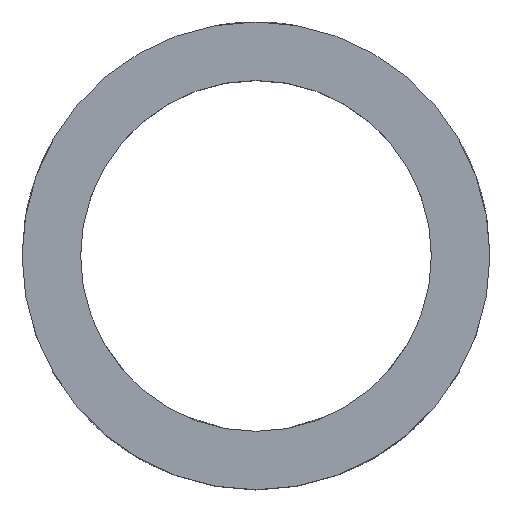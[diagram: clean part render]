
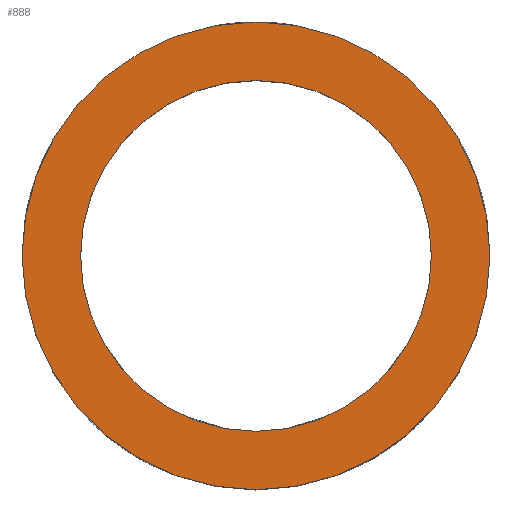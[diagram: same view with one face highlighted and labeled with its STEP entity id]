
A CAD part, top view. The second image highlights one B-rep face of the part: STEP entity #888.
In plain terms, the highlighted planar face has unit normal (0, 0, 1).
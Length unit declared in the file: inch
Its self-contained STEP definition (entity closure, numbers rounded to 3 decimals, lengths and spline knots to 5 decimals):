
#394=CARTESIAN_POINT('',(0.,0.,75.));
#395=DIRECTION('',(0.,0.,1.));
#396=DIRECTION('',(1.,0.,0.));
#397=AXIS2_PLACEMENT_3D('',#394,#395,#396);
#402=CARTESIAN_POINT('',(0.,0.,75.));
#403=DIRECTION('',(0.,0.,1.));
#404=DIRECTION('',(-1.,0.,0.));
#405=AXIS2_PLACEMENT_3D('',#402,#403,#404);
#410=CARTESIAN_POINT('',(0.,0.,75.));
#411=DIRECTION('',(0.,0.,-1.));
#412=DIRECTION('',(1.,0.,0.));
#413=AXIS2_PLACEMENT_3D('',#410,#411,#412);
#418=CARTESIAN_POINT('',(0.,0.,75.));
#419=DIRECTION('',(0.,0.,-1.));
#420=DIRECTION('',(-1.,0.,0.));
#421=AXIS2_PLACEMENT_3D('',#418,#419,#420);
#748=CARTESIAN_POINT('',(300.,0.,75.));
#749=CARTESIAN_POINT('',(-300.,0.,75.));
#750=VERTEX_POINT('',#748);
#751=VERTEX_POINT('',#749);
#752=CARTESIAN_POINT('',(225.,0.,75.));
#753=CARTESIAN_POINT('',(-225.,0.,75.));
#754=VERTEX_POINT('',#752);
#755=VERTEX_POINT('',#753);
#873=CARTESIAN_POINT('',(0.,0.,75.));
#874=DIRECTION('',(0.,0.,1.));
#875=DIRECTION('',(1.,0.,0.));
#876=AXIS2_PLACEMENT_3D('',#873,#874,#875);
#877=PLANE('',#876);
#878=ORIENTED_EDGE('',*,*,#809,.F.);
#879=ORIENTED_EDGE('',*,*,#848,.F.);
#880=EDGE_LOOP('',(#878,#879));
#881=FACE_OUTER_BOUND('',#880,.F.);
#883=ORIENTED_EDGE('',*,*,#882,.F.);
#885=ORIENTED_EDGE('',*,*,#884,.F.);
#886=EDGE_LOOP('',(#883,#885));
#887=FACE_BOUND('',#886,.F.);
#398=CIRCLE('',#397,300.);
#406=CIRCLE('',#405,300.);
#414=CIRCLE('',#413,225.);
#422=CIRCLE('',#421,225.);
#809=EDGE_CURVE('',#750,#751,#398,.T.);
#848=EDGE_CURVE('',#751,#750,#406,.T.);
#882=EDGE_CURVE('',#754,#755,#414,.T.);
#884=EDGE_CURVE('',#755,#754,#422,.T.);
#888=ADVANCED_FACE('',(#881,#887),#877,.T.);
